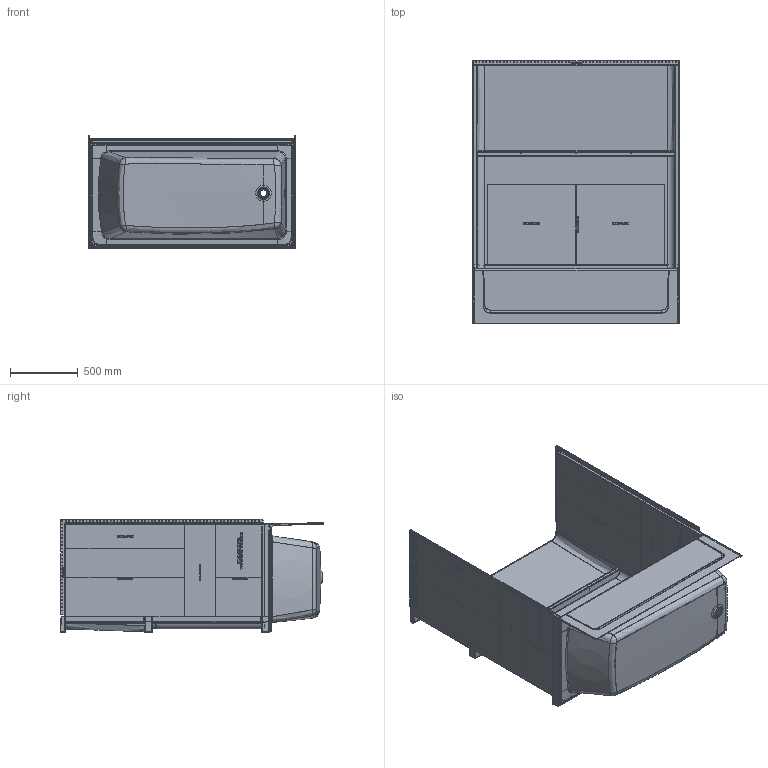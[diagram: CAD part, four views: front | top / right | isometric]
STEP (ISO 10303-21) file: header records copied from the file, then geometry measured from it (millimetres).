
FILE_DESCRIPTION (( 'STEP AP203' ), '1' );
FILE_NAME ('ABG Optima 6032 RH.STEP', '2024-12-06T20:35:11', ( '' ), ( '' ), 'SwSTEP 2.0', 'SolidWorks 2024', '' );
FILE_SCHEMA (( 'CONFIG_CONTROL_DESIGN' ));
Length unit declared in the file: inch
Products named in the file (1): ABG Optima 6032 RH
Bounding box: 1524 x 1936.75 x 837.76 mm (x, y, z)
Volume: 27489243.2 mm3; surface area: 17373675 mm2
Topology: 5 solids, 5 shells, 7839 faces, 19118 edges, 11866 vertices
Faces by surface type: plane 3584, bspline 1582, torus 1174, cylinder 793, cone 580, sphere 126
Entity records: 308784 total; most frequent: CARTESIAN_POINT 134736, ORIENTED_EDGE 38036, DIRECTION 33107, EDGE_CURVE 19018, VERTEX_POINT 11866, AXIS2_PLACEMENT_3D 11163, VECTOR 10781, LINE 10781
